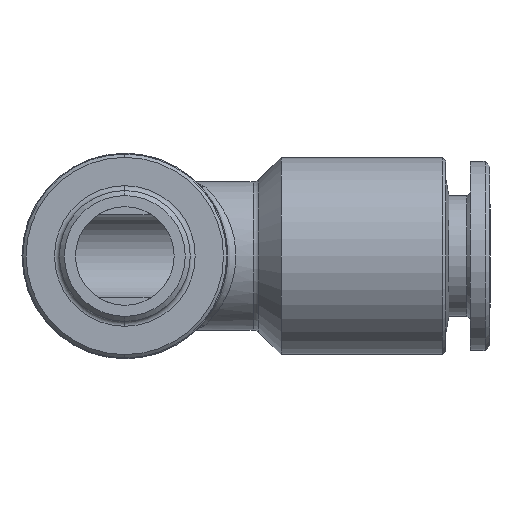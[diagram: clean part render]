
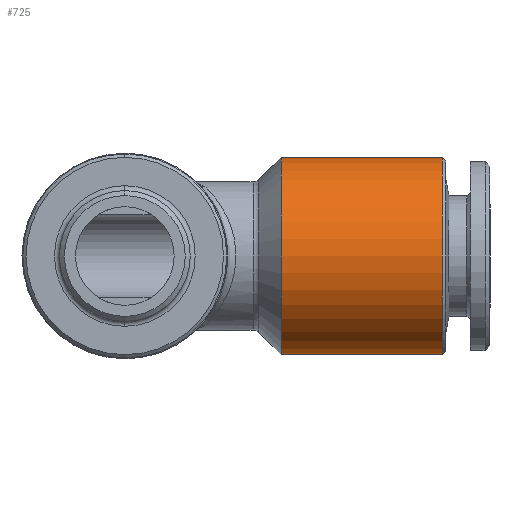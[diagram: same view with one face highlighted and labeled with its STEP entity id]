
A CAD part, front view. The second image highlights one B-rep face of the part: STEP entity #725.
In plain terms, the highlighted cylindrical face has radius 6 mm (diameter 12 mm), a partial arc.
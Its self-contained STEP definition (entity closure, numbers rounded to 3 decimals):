
#99 = VERTEX_POINT ( 'NONE', #987 ) ;
#100 = VERTEX_POINT ( 'NONE', #986 ) ;
#113 = VERTEX_POINT ( 'NONE', #1087 ) ;
#115 = EDGE_CURVE ( 'NONE', #100, #150, #1021, .T. ) ;
#138 = EDGE_CURVE ( 'NONE', #113, #99, #1045, .T. ) ;
#150 = VERTEX_POINT ( 'NONE', #1126 ) ;
#539 = EDGE_CURVE ( 'NONE', #99, #150, #1905, .T. ) ;
#658 = ORIENTED_EDGE ( 'NONE', *, *, #539, .T. ) ;
#687 = EDGE_LOOP ( 'NONE', ( #696, #755, #692, #658 ) ) ;
#692 = ORIENTED_EDGE ( 'NONE', *, *, #138, .T. ) ;
#696 = ORIENTED_EDGE ( 'NONE', *, *, #115, .F. ) ;
#725 = ADVANCED_FACE ( 'NONE', ( #2455 ), #2451, .T. ) ;
#755 = ORIENTED_EDGE ( 'NONE', *, *, #756, .T. ) ;
#756 = EDGE_CURVE ( 'NONE', #100, #113, #2500, .T. ) ;
#986 = CARTESIAN_POINT ( 'NONE',  ( 19.3, 0., -6. ) ) ;
#987 = CARTESIAN_POINT ( 'NONE',  ( 9.5, 0., 6. ) ) ;
#1021 = LINE ( 'NONE', #1028, #1090 ) ;
#1028 = CARTESIAN_POINT ( 'NONE',  ( -1.137, 0., -6. ) ) ;
#1045 = LINE ( 'NONE', #1065, #1064 ) ;
#1063 = DIRECTION ( 'NONE',  ( -1., 0., 0. ) ) ;
#1064 = VECTOR ( 'NONE', #1063, 1000. ) ;
#1065 = CARTESIAN_POINT ( 'NONE',  ( -1.137, 0., 6. ) ) ;
#1087 = CARTESIAN_POINT ( 'NONE',  ( 19.3, 0., 6. ) ) ;
#1089 = DIRECTION ( 'NONE',  ( -1., 0., 0. ) ) ;
#1090 = VECTOR ( 'NONE', #1089, 1000. ) ;
#1126 = CARTESIAN_POINT ( 'NONE',  ( 9.5, 0., -6. ) ) ;
#1892 = DIRECTION ( 'NONE',  ( 1., 0., 0. ) ) ;
#1905 = CIRCLE ( 'NONE', #1966, 6. ) ;
#1933 = DIRECTION ( 'NONE',  ( 0., 0., -1. ) ) ;
#1965 = CARTESIAN_POINT ( 'NONE',  ( 9.5, 0., 0. ) ) ;
#1966 = AXIS2_PLACEMENT_3D ( 'NONE', #1965, #1892, #1933 ) ;
#2447 = DIRECTION ( 'NONE',  ( 0., 0., 1. ) ) ;
#2448 = DIRECTION ( 'NONE',  ( -1., 0., 0. ) ) ;
#2449 = AXIS2_PLACEMENT_3D ( 'NONE', #2450, #2448, #2447 ) ;
#2450 = CARTESIAN_POINT ( 'NONE',  ( -1.137, 0., 0. ) ) ;
#2451 = CYLINDRICAL_SURFACE ( 'NONE', #2449, 6. ) ;
#2455 = FACE_OUTER_BOUND ( 'NONE', #687, .T. ) ;
#2496 = DIRECTION ( 'NONE',  ( 0., 0., 1. ) ) ;
#2497 = DIRECTION ( 'NONE',  ( -1., 0., 0. ) ) ;
#2498 = CARTESIAN_POINT ( 'NONE',  ( 19.3, 0., 0. ) ) ;
#2499 = AXIS2_PLACEMENT_3D ( 'NONE', #2498, #2497, #2496 ) ;
#2500 = CIRCLE ( 'NONE', #2499, 6. ) ;
